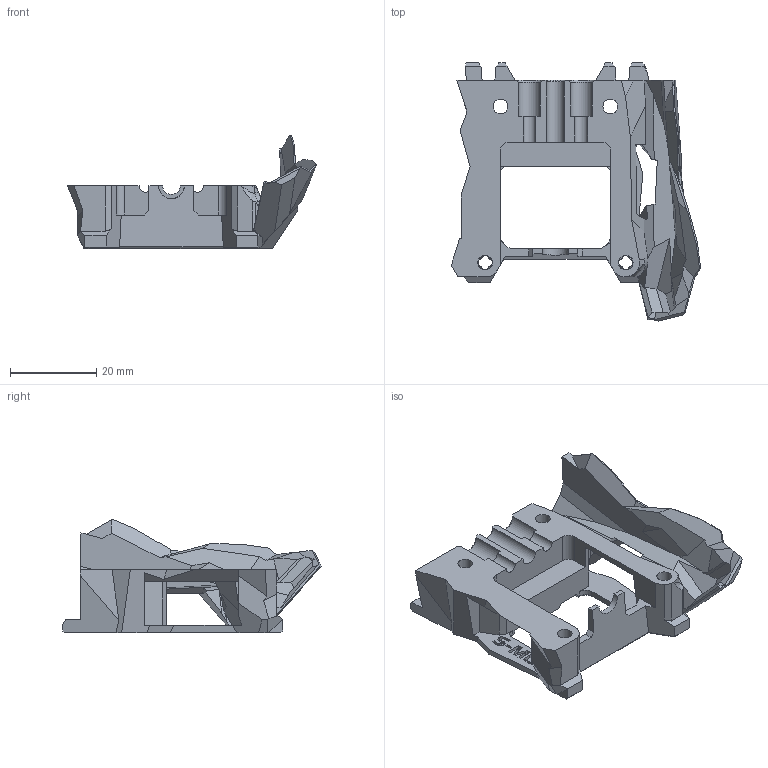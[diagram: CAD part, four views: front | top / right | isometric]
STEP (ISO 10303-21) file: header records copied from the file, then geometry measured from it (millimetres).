
FILE_DESCRIPTION(/* description */ (''),/* implementation_level */ '2;1');
FILE_NAME(/* name */ 'netfabb5a6bef6f-3ce6-4dc5-953b-376d3f70ee19.step',/* time_stamp */ '2022-08-22T20:52:31-07:00',/* author */ (''),/* organization */ (''),/* preprocessor_version */ 'ST-DEVELOPER v19',/* originating_system */ 'Autodesk netfabb',/* authorisation */ '');
FILE_SCHEMA (('AUTOMOTIVE_DESIGN { 1 0 10303 214 3 1 1 }'));
Length unit declared in the file: millimetre
Products named in the file (1): netfabb583e8923-549d-4c18-9759-a4f32554ed03
Bounding box: 57.65 x 59.7 x 26.26 mm (x, y, z)
Volume: 15506.2 mm3; surface area: 9955.6 mm2
Topology: 1 solids, 1 shells, 579 faces, 1702 edges, 1104 vertices
Faces by surface type: plane 428, bspline 70, cylinder 64, cone 17
Full cylindrical faces by diameter (mm): 3.4 x6, 6 x2
Entity records: 20311 total; most frequent: CARTESIAN_POINT 5303, ORIENTED_EDGE 3404, DIRECTION 2689, EDGE_CURVE 1702, LINE 1353, VECTOR 1353, VERTEX_POINT 1104, AXIS2_PLACEMENT_3D 668
